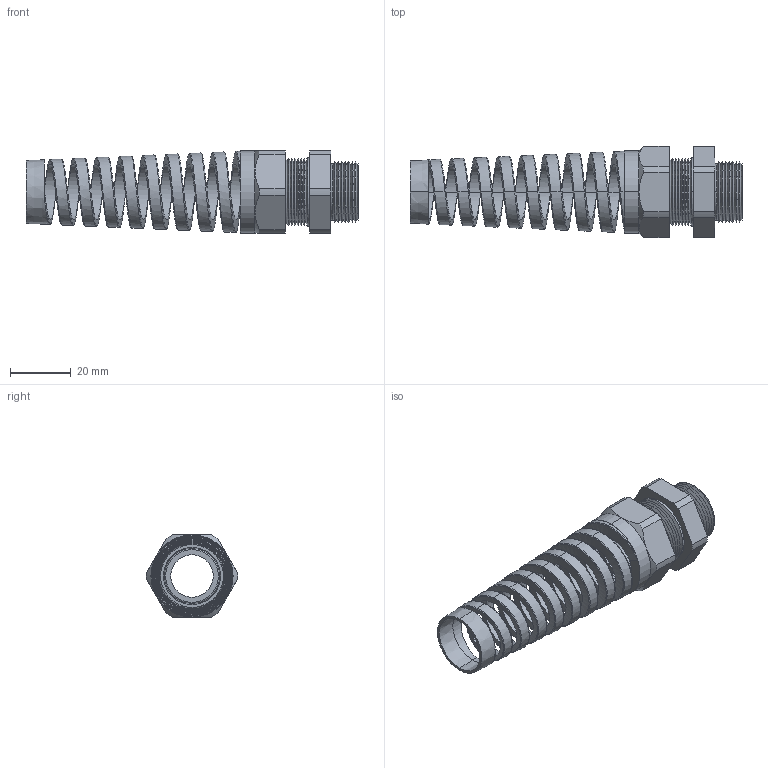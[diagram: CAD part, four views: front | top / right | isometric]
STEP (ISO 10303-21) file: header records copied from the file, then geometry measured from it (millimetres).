
FILE_DESCRIPTION (( 'STEP AP203' ), '1' );
FILE_NAME ('CF13GA-BK.STEP', '2008-05-27T04:58:24', ( 'Baystate01' ), ( 'Baystate' ), 'SwSTEP 2.0', 'SolidWorks 2007', '' );
FILE_SCHEMA (( 'CONFIG_CONTROL_DESIGN' ));
Length unit declared in the file: inch
Products named in the file (1): CF13GA-BK
Bounding box: 108.97 x 29.88 x 26.92 mm (x, y, z)
Volume: 19014 mm3; surface area: 16963.8 mm2
Topology: 2 solids, 2 shells, 170 faces, 407 edges, 244 vertices
Faces by surface type: cone 93, cylinder 43, plane 24, torus 6, bspline 4
Entity records: 15552 total; most frequent: CARTESIAN_POINT 11636, ORIENTED_EDGE 814, DIRECTION 787, EDGE_CURVE 407, AXIS2_PLACEMENT_3D 311, VERTEX_POINT 244, EDGE_LOOP 179, ADVANCED_FACE 170
